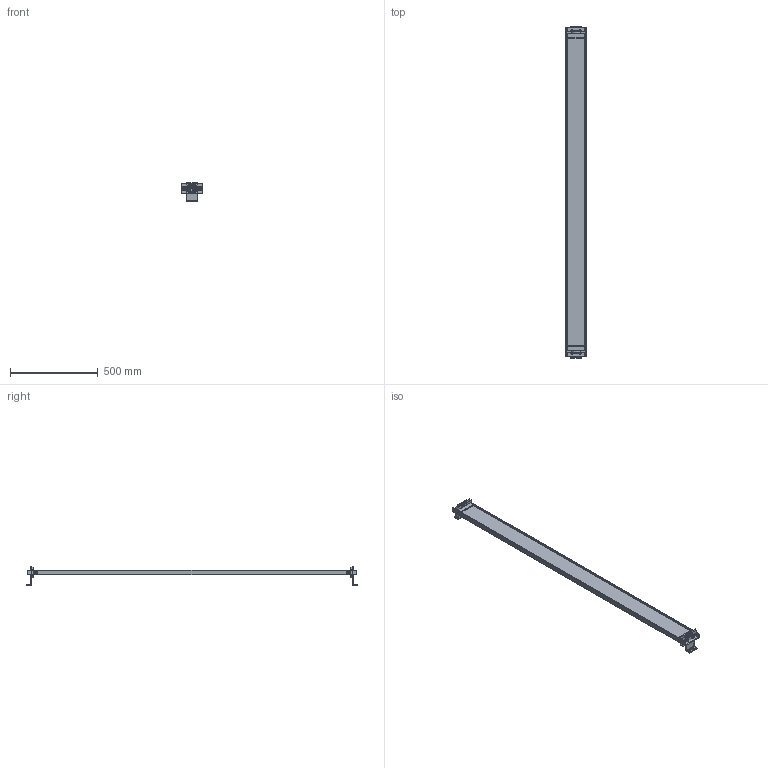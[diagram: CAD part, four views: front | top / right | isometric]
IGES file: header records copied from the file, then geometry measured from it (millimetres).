
Start section:  PTC IGES file: 191497.igs
Global section: file name: 191497.igs; native system: Creo Parametric by Parametric Technology Corporation; preprocessor: 2013230; author: pdmadmin; organization: Unknown; date: 20151112.165937; units: millimetre
Bounding box: 119.6 x 1887.31 x 103.27 mm (x, y, z)
Volume: 3620331.7 mm3; surface area: 4861482.4 mm2
Topology: 26 solids, 26 shells, 2008 faces, 11356 edges, 15124 vertices
Faces by surface type: revolution 1144, bspline 864
